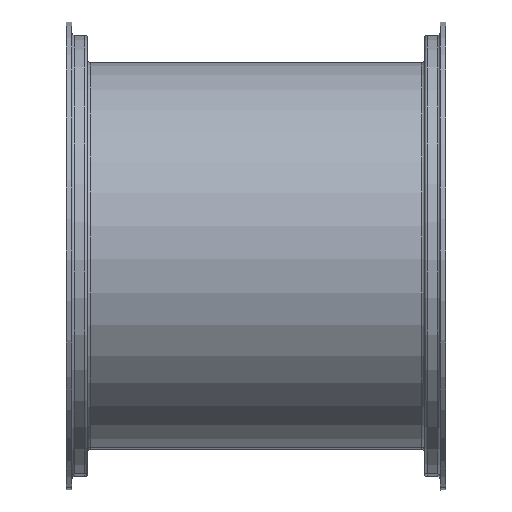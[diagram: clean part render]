
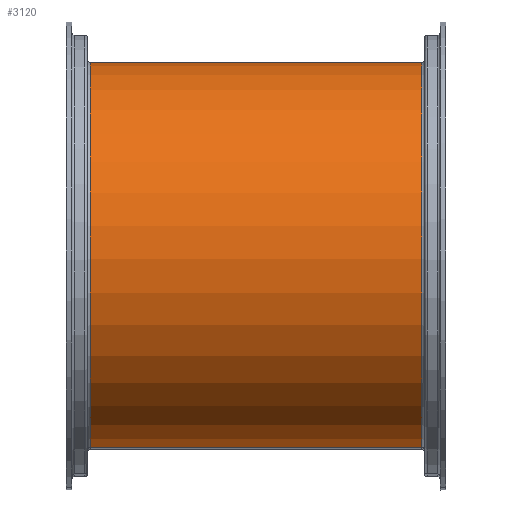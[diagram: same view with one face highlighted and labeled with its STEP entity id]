
A CAD part, top view. The second image highlights one B-rep face of the part: STEP entity #3120.
In plain terms, the highlighted cylindrical face has radius 182.245 mm (diameter 364.49 mm), a partial arc.
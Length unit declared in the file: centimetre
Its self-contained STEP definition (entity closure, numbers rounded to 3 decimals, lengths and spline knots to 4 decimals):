
#148 = AXIS2_PLACEMENT_3D ( 'NONE', #526, #1016, #1222 ) ;
#163 = AXIS2_PLACEMENT_3D ( 'NONE', #897, #839, #1810 ) ;
#180 = LINE ( 'NONE', #1165, #1596 ) ;
#526 = CARTESIAN_POINT ( 'NONE',  ( 36.449, 87.05, 0. ) ) ;
#609 = CARTESIAN_POINT ( 'NONE',  ( 67.691, 87.05, 0. ) ) ;
#673 = CIRCLE ( 'NONE', #1086, 18.2245 ) ;
#751 = ORIENTED_EDGE ( 'NONE', *, *, #2314, .F. ) ;
#839 = DIRECTION ( 'NONE',  ( -1., 0., 0. ) ) ;
#846 = EDGE_CURVE ( 'NONE', #864, #1838, #2517, .T. ) ;
#864 = VERTEX_POINT ( 'NONE', #2179 ) ;
#897 = CARTESIAN_POINT ( 'NONE',  ( 52.0727, 87.05, 0. ) ) ;
#923 = ORIENTED_EDGE ( 'NONE', *, *, #1993, .T. ) ;
#954 = LINE ( 'NONE', #1923, #2944 ) ;
#983 = EDGE_CURVE ( 'NONE', #2817, #1366, #673, .T. ) ;
#1016 = DIRECTION ( 'NONE',  ( 1., 0., 0. ) ) ;
#1050 = CARTESIAN_POINT ( 'NONE',  ( 67.691, 87.05, 18.2245 ) ) ;
#1086 = AXIS2_PLACEMENT_3D ( 'NONE', #609, #1572, #1773 ) ;
#1165 = CARTESIAN_POINT ( 'NONE',  ( 52.0727, 87.05, 18.2245 ) ) ;
#1222 = DIRECTION ( 'NONE',  ( 0., 0., -1. ) ) ;
#1315 = CARTESIAN_POINT ( 'NONE',  ( 36.449, 87.05, -18.2245 ) ) ;
#1366 = VERTEX_POINT ( 'NONE', #2655 ) ;
#1397 = EDGE_LOOP ( 'NONE', ( #751, #3166, #923, #2125 ) ) ;
#1572 = DIRECTION ( 'NONE',  ( 1., 0., 0. ) ) ;
#1596 = VECTOR ( 'NONE', #3130, 100. ) ;
#1773 = DIRECTION ( 'NONE',  ( 0., 0., -1. ) ) ;
#1810 = DIRECTION ( 'NONE',  ( 0., 0., 1. ) ) ;
#1838 = VERTEX_POINT ( 'NONE', #1315 ) ;
#1923 = CARTESIAN_POINT ( 'NONE',  ( 52.0727, 87.05, -18.2245 ) ) ;
#1993 = EDGE_CURVE ( 'NONE', #2817, #864, #180, .T. ) ;
#2125 = ORIENTED_EDGE ( 'NONE', *, *, #846, .T. ) ;
#2151 = CYLINDRICAL_SURFACE ( 'NONE', #163, 18.2245 ) ;
#2179 = CARTESIAN_POINT ( 'NONE',  ( 36.449, 87.05, 18.2245 ) ) ;
#2314 = EDGE_CURVE ( 'NONE', #1366, #1838, #954, .T. ) ;
#2388 = DIRECTION ( 'NONE',  ( -1., 0., 0. ) ) ;
#2517 = CIRCLE ( 'NONE', #148, 18.2245 ) ;
#2655 = CARTESIAN_POINT ( 'NONE',  ( 67.691, 87.05, -18.2245 ) ) ;
#2817 = VERTEX_POINT ( 'NONE', #1050 ) ;
#2944 = VECTOR ( 'NONE', #2388, 100. ) ;
#3097 = FACE_OUTER_BOUND ( 'NONE', #1397, .T. ) ;
#3120 = ADVANCED_FACE ( 'NONE', ( #3097 ), #2151, .T. ) ;
#3130 = DIRECTION ( 'NONE',  ( -1., 0., 0. ) ) ;
#3166 = ORIENTED_EDGE ( 'NONE', *, *, #983, .F. ) ;
